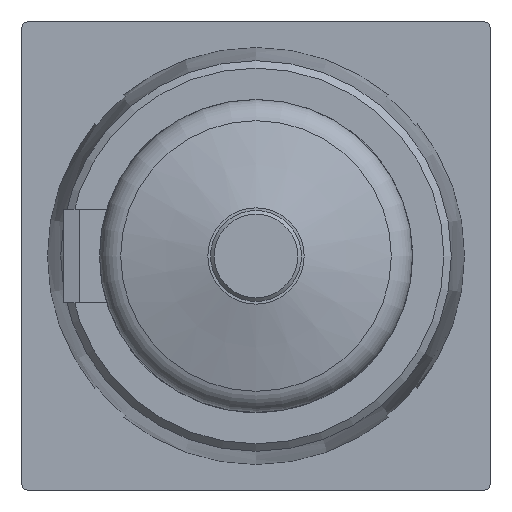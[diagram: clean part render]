
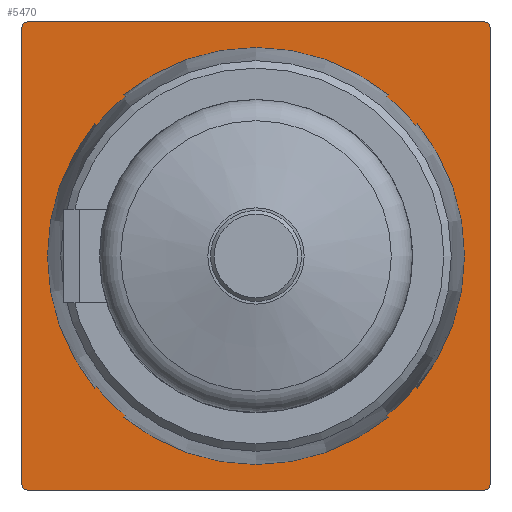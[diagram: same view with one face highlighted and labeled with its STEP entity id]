
A CAD part, front view. The second image highlights one B-rep face of the part: STEP entity #5470.
In plain terms, the highlighted planar face has unit normal (0, -1, 0).
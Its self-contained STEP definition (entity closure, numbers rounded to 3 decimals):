
#134=LINE('',#8393,#664);
#168=LINE('',#8461,#698);
#223=LINE('',#8622,#753);
#227=LINE('',#8636,#757);
#229=LINE('',#8645,#759);
#230=LINE('',#8647,#760);
#231=LINE('',#8649,#761);
#232=LINE('',#8650,#762);
#233=LINE('',#8652,#763);
#234=LINE('',#8654,#764);
#235=LINE('',#8655,#765);
#236=LINE('',#8657,#766);
#237=LINE('',#8659,#767);
#238=LINE('',#8660,#768);
#239=LINE('',#8662,#769);
#240=LINE('',#8664,#770);
#664=VECTOR('',#6483,1000.);
#698=VECTOR('',#6535,1000.);
#753=VECTOR('',#6706,1000.);
#757=VECTOR('',#6722,1000.);
#759=VECTOR('',#6736,1000.);
#760=VECTOR('',#6737,1000.);
#761=VECTOR('',#6738,1000.);
#762=VECTOR('',#6739,1000.);
#763=VECTOR('',#6740,1000.);
#764=VECTOR('',#6741,1000.);
#765=VECTOR('',#6742,1000.);
#766=VECTOR('',#6743,1000.);
#767=VECTOR('',#6744,1000.);
#768=VECTOR('',#6745,1000.);
#769=VECTOR('',#6746,1000.);
#770=VECTOR('',#6747,1000.);
#1147=PLANE('',#5882);
#1915=ORIENTED_EDGE('',*,*,#3351,.F.);
#1916=ORIENTED_EDGE('',*,*,#3349,.F.);
#1917=ORIENTED_EDGE('',*,*,#3360,.F.);
#1918=ORIENTED_EDGE('',*,*,#3236,.F.);
#1919=ORIENTED_EDGE('',*,*,#3359,.F.);
#1920=ORIENTED_EDGE('',*,*,#3356,.F.);
#1921=ORIENTED_EDGE('',*,*,#3353,.F.);
#1922=ORIENTED_EDGE('',*,*,#3271,.F.);
#1923=ORIENTED_EDGE('',*,*,#3111,.F.);
#1924=ORIENTED_EDGE('',*,*,#3361,.T.);
#1925=ORIENTED_EDGE('',*,*,#3362,.T.);
#1926=ORIENTED_EDGE('',*,*,#3363,.T.);
#1927=ORIENTED_EDGE('',*,*,#3123,.F.);
#1928=ORIENTED_EDGE('',*,*,#3364,.T.);
#1929=ORIENTED_EDGE('',*,*,#3365,.T.);
#1930=ORIENTED_EDGE('',*,*,#3366,.T.);
#1931=ORIENTED_EDGE('',*,*,#3119,.F.);
#1932=ORIENTED_EDGE('',*,*,#3367,.T.);
#1933=ORIENTED_EDGE('',*,*,#3368,.T.);
#1934=ORIENTED_EDGE('',*,*,#3369,.T.);
#1935=ORIENTED_EDGE('',*,*,#3115,.F.);
#1936=ORIENTED_EDGE('',*,*,#3370,.T.);
#1937=ORIENTED_EDGE('',*,*,#3371,.T.);
#1938=ORIENTED_EDGE('',*,*,#3372,.T.);
#3111=EDGE_CURVE('',#3903,#3905,#4396,.F.);
#3115=EDGE_CURVE('',#3908,#3909,#4398,.F.);
#3119=EDGE_CURVE('',#3912,#3913,#4400,.F.);
#3123=EDGE_CURVE('',#3916,#3917,#4402,.F.);
#3236=EDGE_CURVE('',#4019,#4020,#134,.T.);
#3271=EDGE_CURVE('',#4044,#4045,#168,.T.);
#3349=EDGE_CURVE('',#4092,#4093,#223,.T.);
#3351=EDGE_CURVE('',#4093,#4044,#4445,.T.);
#3353=EDGE_CURVE('',#4045,#4095,#4447,.T.);
#3356=EDGE_CURVE('',#4095,#4097,#227,.T.);
#3359=EDGE_CURVE('',#4097,#4019,#4449,.T.);
#3360=EDGE_CURVE('',#4020,#4092,#4450,.T.);
#3361=EDGE_CURVE('',#3903,#4098,#229,.T.);
#3362=EDGE_CURVE('',#4098,#4099,#230,.T.);
#3363=EDGE_CURVE('',#4099,#3917,#231,.T.);
#3364=EDGE_CURVE('',#3916,#4100,#232,.T.);
#3365=EDGE_CURVE('',#4100,#4101,#233,.T.);
#3366=EDGE_CURVE('',#4101,#3913,#234,.T.);
#3367=EDGE_CURVE('',#3912,#4102,#235,.T.);
#3368=EDGE_CURVE('',#4102,#4103,#236,.T.);
#3369=EDGE_CURVE('',#4103,#3909,#237,.T.);
#3370=EDGE_CURVE('',#3908,#4104,#238,.T.);
#3371=EDGE_CURVE('',#4104,#4105,#239,.T.);
#3372=EDGE_CURVE('',#4105,#3905,#240,.T.);
#3903=VERTEX_POINT('',#7985);
#3905=VERTEX_POINT('',#7988);
#3908=VERTEX_POINT('',#8000);
#3909=VERTEX_POINT('',#8002);
#3912=VERTEX_POINT('',#8014);
#3913=VERTEX_POINT('',#8016);
#3916=VERTEX_POINT('',#8028);
#3917=VERTEX_POINT('',#8030);
#4019=VERTEX_POINT('',#8392);
#4020=VERTEX_POINT('',#8394);
#4044=VERTEX_POINT('',#8460);
#4045=VERTEX_POINT('',#8462);
#4092=VERTEX_POINT('',#8621);
#4093=VERTEX_POINT('',#8623);
#4095=VERTEX_POINT('',#8631);
#4097=VERTEX_POINT('',#8637);
#4098=VERTEX_POINT('',#8646);
#4099=VERTEX_POINT('',#8648);
#4100=VERTEX_POINT('',#8651);
#4101=VERTEX_POINT('',#8653);
#4102=VERTEX_POINT('',#8656);
#4103=VERTEX_POINT('',#8658);
#4104=VERTEX_POINT('',#8661);
#4105=VERTEX_POINT('',#8663);
#4396=CIRCLE('',#5762,40.1);
#4398=CIRCLE('',#5764,40.1);
#4400=CIRCLE('',#5766,40.1);
#4402=CIRCLE('',#5768,40.1);
#4445=CIRCLE('',#5872,1.);
#4447=CIRCLE('',#5875,1.);
#4449=CIRCLE('',#5879,1.);
#4450=CIRCLE('',#5881,1.);
#4653=EDGE_LOOP('',(#1915,#1916,#1917,#1918,#1919,#1920,#1921,#1922));
#4654=EDGE_LOOP('',(#1923,#1924,#1925,#1926,#1927,#1928,#1929,#1930,#1931,
#1932,#1933,#1934,#1935,#1936,#1937,#1938));
#5037=FACE_BOUND('',#4653,.T.);
#5038=FACE_BOUND('',#4654,.T.);
#5470=ADVANCED_FACE('',(#5037,#5038),#1147,.F.);
#5762=AXIS2_PLACEMENT_3D('',#7987,#6350,#6351);
#5764=AXIS2_PLACEMENT_3D('',#8001,#6354,#6355);
#5766=AXIS2_PLACEMENT_3D('',#8015,#6358,#6359);
#5768=AXIS2_PLACEMENT_3D('',#8029,#6362,#6363);
#5872=AXIS2_PLACEMENT_3D('',#8626,#6710,#6711);
#5875=AXIS2_PLACEMENT_3D('',#8630,#6716,#6717);
#5879=AXIS2_PLACEMENT_3D('',#8641,#6728,#6729);
#5881=AXIS2_PLACEMENT_3D('',#8643,#6732,#6733);
#5882=AXIS2_PLACEMENT_3D('',#8644,#6734,#6735);
#6350=DIRECTION('',(0.,1.,0.));
#6351=DIRECTION('',(0.,0.,1.));
#6354=DIRECTION('',(0.,1.,0.));
#6355=DIRECTION('',(0.,0.,1.));
#6358=DIRECTION('',(0.,1.,0.));
#6359=DIRECTION('',(0.,0.,1.));
#6362=DIRECTION('',(0.,1.,0.));
#6363=DIRECTION('',(0.,0.,1.));
#6483=DIRECTION('',(-1.,0.,0.));
#6535=DIRECTION('',(1.,0.,0.));
#6706=DIRECTION('',(0.,0.,1.));
#6710=DIRECTION('',(0.,1.,0.));
#6711=DIRECTION('',(1.,0.,0.));
#6716=DIRECTION('',(0.,1.,0.));
#6717=DIRECTION('',(1.,0.,0.));
#6722=DIRECTION('',(0.,0.,-1.));
#6728=DIRECTION('',(0.,1.,0.));
#6729=DIRECTION('',(1.,0.,0.));
#6732=DIRECTION('',(0.,1.,0.));
#6733=DIRECTION('',(1.,0.,0.));
#6734=DIRECTION('',(0.,1.,0.));
#6735=DIRECTION('',(0.,0.,1.));
#6736=DIRECTION('',(-0.707,0.,-0.707));
#6737=DIRECTION('',(0.707,0.,-0.707));
#6738=DIRECTION('',(0.707,0.,0.707));
#6739=DIRECTION('',(-0.707,0.,0.707));
#6740=DIRECTION('',(-0.707,0.,-0.707));
#6741=DIRECTION('',(0.707,0.,-0.707));
#6742=DIRECTION('',(0.707,0.,0.707));
#6743=DIRECTION('',(-0.707,0.,0.707));
#6744=DIRECTION('',(-0.707,0.,-0.707));
#6745=DIRECTION('',(0.707,0.,-0.707));
#6746=DIRECTION('',(0.707,0.,0.707));
#6747=DIRECTION('',(-0.707,0.,0.707));
#7985=CARTESIAN_POINT('',(25.463,-15.,30.978));
#7987=CARTESIAN_POINT('',(0.,-15.,0.));
#7988=CARTESIAN_POINT('',(-25.463,-15.,30.978));
#8000=CARTESIAN_POINT('',(-30.978,-15.,25.463));
#8001=CARTESIAN_POINT('',(0.,-15.,0.));
#8002=CARTESIAN_POINT('',(-30.978,-15.,-25.463));
#8014=CARTESIAN_POINT('',(-25.463,-15.,-30.978));
#8015=CARTESIAN_POINT('',(0.,-15.,0.));
#8016=CARTESIAN_POINT('',(25.463,-15.,-30.978));
#8028=CARTESIAN_POINT('',(30.978,-15.,-25.463));
#8029=CARTESIAN_POINT('',(0.,-15.,0.));
#8030=CARTESIAN_POINT('',(30.978,-15.,25.463));
#8392=CARTESIAN_POINT('',(44.,-15.,-45.));
#8393=CARTESIAN_POINT('',(44.,-15.,-45.));
#8394=CARTESIAN_POINT('',(-44.,-15.,-45.));
#8460=CARTESIAN_POINT('',(-44.,-15.,45.));
#8461=CARTESIAN_POINT('',(-44.,-15.,45.));
#8462=CARTESIAN_POINT('',(44.,-15.,45.));
#8621=CARTESIAN_POINT('',(-45.,-15.,-44.));
#8622=CARTESIAN_POINT('',(-45.,-15.,-44.));
#8623=CARTESIAN_POINT('',(-45.,-15.,44.));
#8626=CARTESIAN_POINT('',(-44.,-15.,44.));
#8630=CARTESIAN_POINT('',(44.,-15.,44.));
#8631=CARTESIAN_POINT('',(45.,-15.,44.));
#8636=CARTESIAN_POINT('',(45.,-15.,44.));
#8637=CARTESIAN_POINT('',(45.,-15.,-44.));
#8641=CARTESIAN_POINT('',(44.,-15.,-44.));
#8643=CARTESIAN_POINT('',(-44.,-15.,-44.));
#8644=CARTESIAN_POINT('',(-44.,-15.,44.));
#8645=CARTESIAN_POINT('',(25.463,-15.,30.978));
#8646=CARTESIAN_POINT('',(20.011,-15.,25.527));
#8647=CARTESIAN_POINT('',(20.011,-15.,25.527));
#8648=CARTESIAN_POINT('',(25.527,-15.,20.011));
#8649=CARTESIAN_POINT('',(25.527,-15.,20.011));
#8650=CARTESIAN_POINT('',(30.978,-15.,-25.463));
#8651=CARTESIAN_POINT('',(25.527,-15.,-20.011));
#8652=CARTESIAN_POINT('',(25.527,-15.,-20.011));
#8653=CARTESIAN_POINT('',(20.011,-15.,-25.527));
#8654=CARTESIAN_POINT('',(20.011,-15.,-25.527));
#8655=CARTESIAN_POINT('',(-25.463,-15.,-30.978));
#8656=CARTESIAN_POINT('',(-20.011,-15.,-25.527));
#8657=CARTESIAN_POINT('',(-20.011,-15.,-25.527));
#8658=CARTESIAN_POINT('',(-25.527,-15.,-20.011));
#8659=CARTESIAN_POINT('',(-25.527,-15.,-20.011));
#8660=CARTESIAN_POINT('',(-30.978,-15.,25.463));
#8661=CARTESIAN_POINT('',(-25.527,-15.,20.011));
#8662=CARTESIAN_POINT('',(-25.527,-15.,20.011));
#8663=CARTESIAN_POINT('',(-20.011,-15.,25.527));
#8664=CARTESIAN_POINT('',(-20.011,-15.,25.527));
